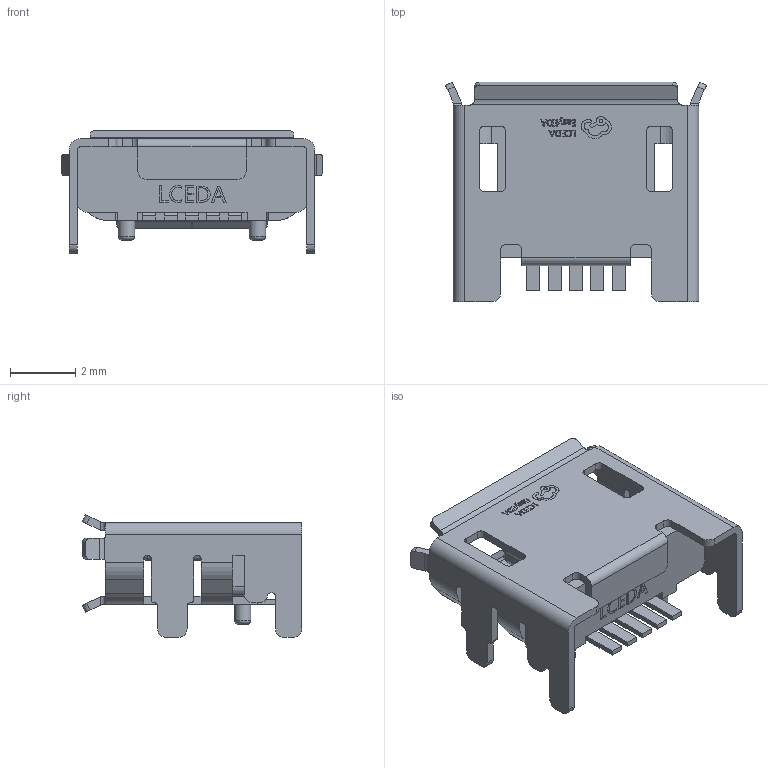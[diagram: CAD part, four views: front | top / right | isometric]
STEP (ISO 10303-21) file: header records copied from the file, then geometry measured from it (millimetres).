
FILE_DESCRIPTION(/* description */ (''),/* implementation_level */ '2;1');
FILE_NAME(/* name */ 'U-F-M5DD-Y-1 v1.step',/* time_stamp */ '2023-05-17T16:38:54+08:00',/* author */ (''),/* organization */ (''),/* preprocessor_version */ 'ST-DEVELOPER v19.2',/* originating_system */ 'Autodesk Translation Framework v12.4.0.73',/* authorisation */ '');
FILE_SCHEMA (('AUTOMOTIVE_DESIGN { 1 0 10303 214 3 1 1 }'));
Length unit declared in the file: millimetre
Products named in the file (1): U-F-M5DD-Y-1
Bounding box: 7.97 x 6.7 x 3.74 mm (x, y, z)
Volume: 50.6 mm3; surface area: 257.2 mm2
Topology: 1 solids, 1 shells, 620 faces, 1744 edges, 1152 vertices
Faces by surface type: plane 369, cylinder 133, bspline 112, sphere 4, torus 2
Full cylindrical faces by diameter (mm): 0.5 x2
Entity records: 21929 total; most frequent: CARTESIAN_POINT 5563, ORIENTED_EDGE 3480, DIRECTION 2974, EDGE_CURVE 1740, LINE 1216, VECTOR 1216, VERTEX_POINT 1152, AXIS2_PLACEMENT_3D 879
